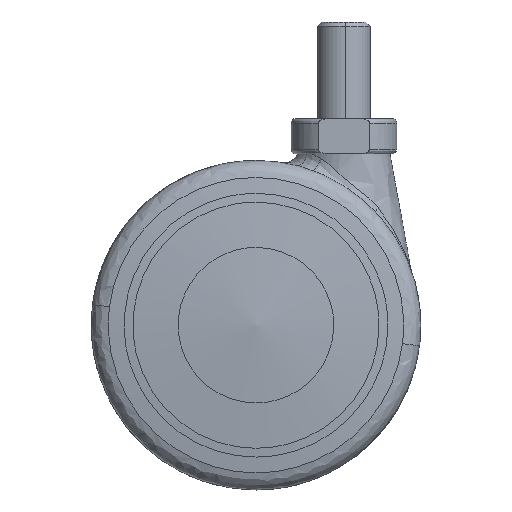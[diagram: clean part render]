
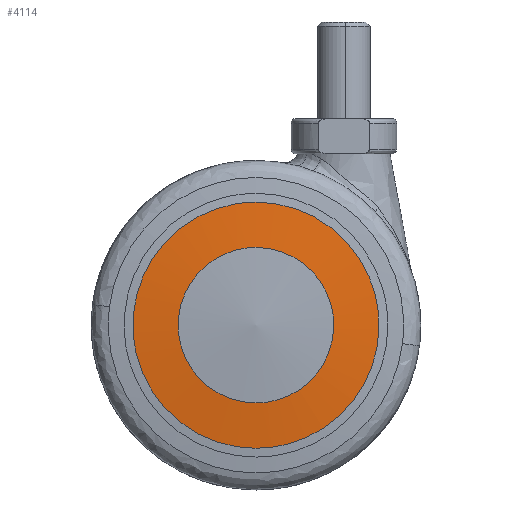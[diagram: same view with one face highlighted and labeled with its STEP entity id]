
A CAD part, front view. The second image highlights one B-rep face of the part: STEP entity #4114.
In plain terms, the highlighted free-form (B-spline) face has degree [2, 2] with [4, 4] control points.
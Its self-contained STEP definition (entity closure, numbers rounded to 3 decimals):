
#3181=CARTESIAN_POINT('',(27.804,-29.554,3.305));
#3182=VERTEX_POINT('',#3181);
#3188=CARTESIAN_POINT('',(0.0,-29.554,-28.0));
#3189=VERTEX_POINT('',#3188);
#3190=CARTESIAN_POINT('',(27.804,-29.554,3.305));
#3191=CARTESIAN_POINT('',(28.,-29.554,1.658));
#3192=CARTESIAN_POINT('',(28.0,-29.554,0.0));
#3193=CARTESIAN_POINT('',(28.,-29.554,-28.));
#3194=CARTESIAN_POINT('',(0.0,-29.554,-28.0));
#3202=(BOUNDED_CURVE()B_SPLINE_CURVE(2,(#3190,#3191,#3192,#3193,#3194),.UNSPECIFIED.,.F.,.U.)B_SPLINE_CURVE_WITH_KNOTS((3,2,3),(0.23,0.25,0.5),.UNSPECIFIED.)CURVE()GEOMETRIC_REPRESENTATION_ITEM()RATIONAL_B_SPLINE_CURVE((0.956,0.976,1.0,0.707,1.0))REPRESENTATION_ITEM(''));
#3203=EDGE_CURVE('',#3182,#3189,#3202,.T.);
#3205=CARTESIAN_POINT('',(-27.948,-29.554,-1.709));
#3206=VERTEX_POINT('',#3205);
#3207=CARTESIAN_POINT('',(0.0,-29.554,-28.0));
#3208=CARTESIAN_POINT('',(-26.34,-29.554,-28.));
#3209=CARTESIAN_POINT('',(-27.948,-29.554,-1.709));
#3217=(BOUNDED_CURVE()B_SPLINE_CURVE(2,(#3207,#3208,#3209),.UNSPECIFIED.,.F.,.U.)B_SPLINE_CURVE_WITH_KNOTS((3,3),(0.5,0.739),.UNSPECIFIED.)CURVE()GEOMETRIC_REPRESENTATION_ITEM()RATIONAL_B_SPLINE_CURVE((1.0,0.72,0.976))REPRESENTATION_ITEM(''));
#3218=EDGE_CURVE('',#3189,#3206,#3217,.T.);
#3292=CARTESIAN_POINT('',(0.0,-29.554,28.0));
#3293=VERTEX_POINT('',#3292);
#3294=CARTESIAN_POINT('',(-27.948,-29.554,-1.709));
#3295=CARTESIAN_POINT('',(-28.,-29.554,-0.855));
#3296=CARTESIAN_POINT('',(-28.0,-29.554,0.0));
#3297=CARTESIAN_POINT('',(-28.,-29.554,28.));
#3298=CARTESIAN_POINT('',(0.0,-29.554,28.0));
#3306=(BOUNDED_CURVE()B_SPLINE_CURVE(2,(#3294,#3295,#3296,#3297,#3298),.UNSPECIFIED.,.F.,.U.)B_SPLINE_CURVE_WITH_KNOTS((3,2,3),(0.739,0.75,1.0),.UNSPECIFIED.)CURVE()GEOMETRIC_REPRESENTATION_ITEM()RATIONAL_B_SPLINE_CURVE((0.976,0.988,1.0,0.707,1.0))REPRESENTATION_ITEM(''));
#3307=EDGE_CURVE('',#3206,#3293,#3306,.T.);
#3309=CARTESIAN_POINT('',(0.0,-29.554,28.0));
#3310=CARTESIAN_POINT('',(24.869,-29.554,28.));
#3311=CARTESIAN_POINT('',(27.804,-29.554,3.305));
#3319=(BOUNDED_CURVE()B_SPLINE_CURVE(2,(#3309,#3310,#3311),.UNSPECIFIED.,.F.,.U.)B_SPLINE_CURVE_WITH_KNOTS((3,3),(0.0,0.23),.UNSPECIFIED.)CURVE()GEOMETRIC_REPRESENTATION_ITEM()RATIONAL_B_SPLINE_CURVE((1.0,0.731,0.956))REPRESENTATION_ITEM(''));
#3320=EDGE_CURVE('',#3293,#3182,#3319,.T.);
#3348=CARTESIAN_POINT('',(17.576,-30.5,2.089));
#3349=VERTEX_POINT('',#3348);
#3350=CARTESIAN_POINT('',(0.0,-30.5,-17.7));
#3351=VERTEX_POINT('',#3350);
#3352=CARTESIAN_POINT('',(17.576,-30.5,2.089));
#3353=CARTESIAN_POINT('',(17.7,-30.5,1.048));
#3354=CARTESIAN_POINT('',(17.7,-30.5,0.0));
#3355=CARTESIAN_POINT('',(17.7,-30.5,-17.7));
#3356=CARTESIAN_POINT('',(0.0,-30.5,-17.7));
#3364=(BOUNDED_CURVE()B_SPLINE_CURVE(2,(#3352,#3353,#3354,#3355,#3356),.UNSPECIFIED.,.F.,.U.)B_SPLINE_CURVE_WITH_KNOTS((3,2,3),(0.23,0.25,0.5),.UNSPECIFIED.)CURVE()GEOMETRIC_REPRESENTATION_ITEM()RATIONAL_B_SPLINE_CURVE((0.956,0.976,1.0,0.707,1.0))REPRESENTATION_ITEM(''));
#3365=EDGE_CURVE('',#3349,#3351,#3364,.T.);
#3406=CARTESIAN_POINT('',(-17.667,-30.5,-1.081));
#3407=VERTEX_POINT('',#3406);
#3413=CARTESIAN_POINT('',(0.0,-30.5,-17.7));
#3414=CARTESIAN_POINT('',(-16.65,-30.5,-17.7));
#3415=CARTESIAN_POINT('',(-17.667,-30.5,-1.081));
#3423=(BOUNDED_CURVE()B_SPLINE_CURVE(2,(#3413,#3414,#3415),.UNSPECIFIED.,.F.,.U.)B_SPLINE_CURVE_WITH_KNOTS((3,3),(0.5,0.739),.UNSPECIFIED.)CURVE()GEOMETRIC_REPRESENTATION_ITEM()RATIONAL_B_SPLINE_CURVE((1.0,0.72,0.976))REPRESENTATION_ITEM(''));
#3424=EDGE_CURVE('',#3351,#3407,#3423,.T.);
#3447=CARTESIAN_POINT('',(0.0,-30.5,17.7));
#3448=VERTEX_POINT('',#3447);
#3449=CARTESIAN_POINT('',(0.0,-30.5,17.7));
#3450=CARTESIAN_POINT('',(15.721,-30.5,17.7));
#3451=CARTESIAN_POINT('',(17.576,-30.5,2.089));
#3459=(BOUNDED_CURVE()B_SPLINE_CURVE(2,(#3449,#3450,#3451),.UNSPECIFIED.,.F.,.U.)B_SPLINE_CURVE_WITH_KNOTS((3,3),(0.0,0.23),.UNSPECIFIED.)CURVE()GEOMETRIC_REPRESENTATION_ITEM()RATIONAL_B_SPLINE_CURVE((1.0,0.731,0.956))REPRESENTATION_ITEM(''));
#3460=EDGE_CURVE('',#3448,#3349,#3459,.T.);
#3462=CARTESIAN_POINT('',(-17.667,-30.5,-1.081));
#3463=CARTESIAN_POINT('',(-17.7,-30.5,-0.541));
#3464=CARTESIAN_POINT('',(-17.7,-30.5,0.0));
#3465=CARTESIAN_POINT('',(-17.7,-30.5,17.7));
#3466=CARTESIAN_POINT('',(0.0,-30.5,17.7));
#3474=(BOUNDED_CURVE()B_SPLINE_CURVE(2,(#3462,#3463,#3464,#3465,#3466),.UNSPECIFIED.,.F.,.U.)B_SPLINE_CURVE_WITH_KNOTS((3,2,3),(0.739,0.75,1.0),.UNSPECIFIED.)CURVE()GEOMETRIC_REPRESENTATION_ITEM()RATIONAL_B_SPLINE_CURVE((0.976,0.988,1.0,0.707,1.0))REPRESENTATION_ITEM(''));
#3475=EDGE_CURVE('',#3407,#3448,#3474,.T.);
#4078=CARTESIAN_POINT('',(-30.66,-27.339,-30.66));
#4079=CARTESIAN_POINT('',(-15.388,-29.226,-30.777));
#4080=CARTESIAN_POINT('',(15.388,-29.226,-30.777));
#4081=CARTESIAN_POINT('',(30.66,-27.339,-30.66));
#4082=CARTESIAN_POINT('',(-30.776,-29.226,-15.388));
#4083=CARTESIAN_POINT('',(-15.447,-31.127,-15.447));
#4084=CARTESIAN_POINT('',(15.447,-31.127,-15.447));
#4085=CARTESIAN_POINT('',(30.776,-29.226,-15.388));
#4086=CARTESIAN_POINT('',(-30.776,-29.226,15.388));
#4087=CARTESIAN_POINT('',(-15.447,-31.127,15.447));
#4088=CARTESIAN_POINT('',(15.447,-31.127,15.447));
#4089=CARTESIAN_POINT('',(30.776,-29.226,15.388));
#4090=CARTESIAN_POINT('',(-30.66,-27.339,30.66));
#4091=CARTESIAN_POINT('',(-15.388,-29.226,30.777));
#4092=CARTESIAN_POINT('',(15.388,-29.226,30.777));
#4093=CARTESIAN_POINT('',(30.66,-27.339,30.66));
#4101=(BOUNDED_SURFACE()B_SPLINE_SURFACE(2,2,((#4078,#4082,#4086,#4090),(#4079,#4083,#4087,#4091),(#4080,#4084,#4088,#4092),(#4081,#4085,#4089,#4093)),.UNSPECIFIED.,.F.,.F.,.U.)B_SPLINE_SURFACE_WITH_KNOTS((3,1,3),(3,1,3),(82.36,112.451,142.543),(82.359,112.451,142.543),.UNSPECIFIED.)GEOMETRIC_REPRESENTATION_ITEM()RATIONAL_B_SPLINE_SURFACE(((1.008,1.004,1.004,1.008),(1.004,1.0,1.0,1.004),(1.004,1.0,1.0,1.004),(1.008,1.004,1.004,1.008)))REPRESENTATION_ITEM('')SURFACE());
#4102=ORIENTED_EDGE('',*,*,#3307,.F.);
#4103=ORIENTED_EDGE('',*,*,#3218,.F.);
#4104=ORIENTED_EDGE('',*,*,#3203,.F.);
#4105=ORIENTED_EDGE('',*,*,#3320,.F.);
#4106=EDGE_LOOP('',(#4102,#4103,#4104,#4105));
#4107=FACE_OUTER_BOUND('',#4106,.T.);
#4108=ORIENTED_EDGE('',*,*,#3424,.T.);
#4109=ORIENTED_EDGE('',*,*,#3475,.T.);
#4110=ORIENTED_EDGE('',*,*,#3460,.T.);
#4111=ORIENTED_EDGE('',*,*,#3365,.T.);
#4112=EDGE_LOOP('',(#4108,#4109,#4110,#4111));
#4113=FACE_BOUND('',#4112,.T.);
#4114=ADVANCED_FACE('',(#4107,#4113),#4101,.T.);
